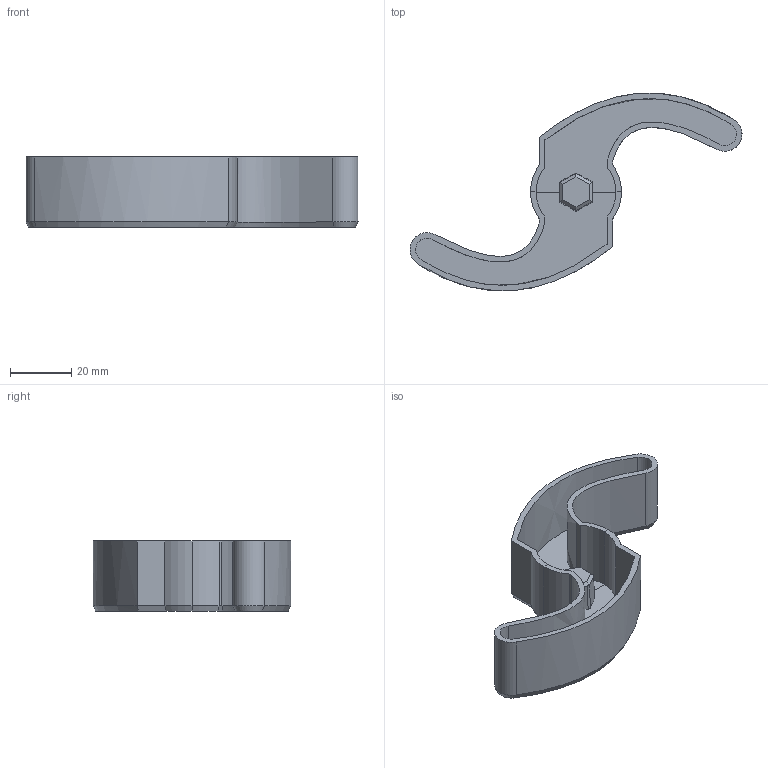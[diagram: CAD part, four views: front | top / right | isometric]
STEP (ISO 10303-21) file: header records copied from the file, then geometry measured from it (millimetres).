
FILE_DESCRIPTION(('FreeCAD Model'),'2;1');
FILE_NAME('Open CASCADE Shape Model','2024-03-02T17:56:05',(''),(''), 'Open CASCADE STEP processor 7.6','FreeCAD','Unknown');
FILE_SCHEMA(('AUTOMOTIVE_DESIGN { 1 0 10303 214 1 1 1 1 }'));
Length unit declared in the file: millimetre
Products named in the file (1): Body
Bounding box: 108.12 x 64.38 x 22.8 mm (x, y, z)
Volume: 16451.7 mm3; surface area: 18118.8 mm2
Topology: 1 solids, 1 shells, 67 faces, 175 edges, 110 vertices
Faces by surface type: bspline 22, plane 19, cylinder 12, cone 6, offset 4, extrusion 4
Entity records: 11404 total; most frequent: CARTESIAN_POINT 8319, DIRECTION 419, ORIENTED_EDGE 350, PCURVE 350, DEFINITIONAL_REPRESENTATION 350, VECTOR 259, LINE 255, B_SPLINE_CURVE_WITH_KNOTS 212
